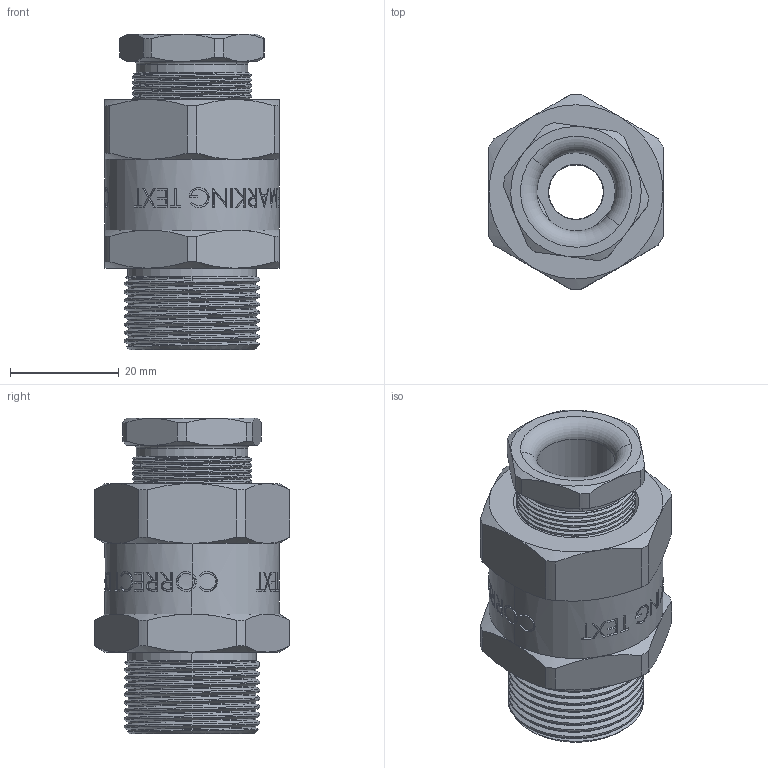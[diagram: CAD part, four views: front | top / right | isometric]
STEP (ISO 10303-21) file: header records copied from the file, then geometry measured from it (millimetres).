
FILE_DESCRIPTION (( 'STEP AP203' ), '1' );
FILE_NAME ('M25-C2-15mm D620.step', '2025-04-03T12:17:35', ( '' ), ( '' ), 'SwSTEP 2.0', 'SolidWorks 2022', '' );
FILE_SCHEMA (( 'CONFIG_CONTROL_DESIGN' ));
Products named in the file (1): M25-C2-15mm D620
Bounding box: 32 x 35.95 x 58 mm (x, y, z)
Volume: 30108.3 mm3; surface area: 17004 mm2
Topology: 5 solids, 5 shells, 922 faces, 2468 edges, 1624 vertices
Faces by surface type: plane 330, bspline 287, cylinder 243, cone 54, torus 8
Entity records: 57528 total; most frequent: CARTESIAN_POINT 37557, ORIENTED_EDGE 4936, DIRECTION 2937, EDGE_CURVE 2468, VERTEX_POINT 1624, EDGE_LOOP 1000, AXIS2_PLACEMENT_3D 989, VECTOR 959
